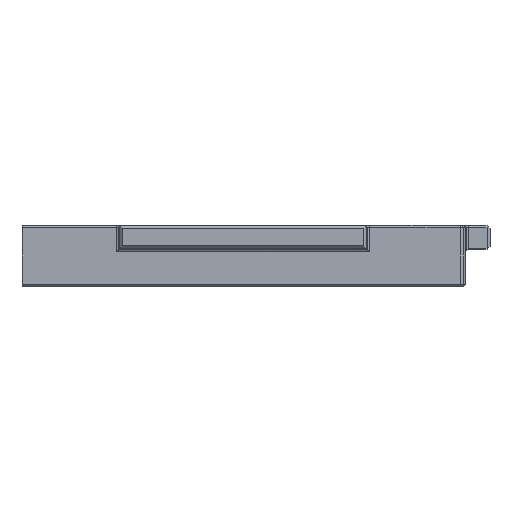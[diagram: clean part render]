
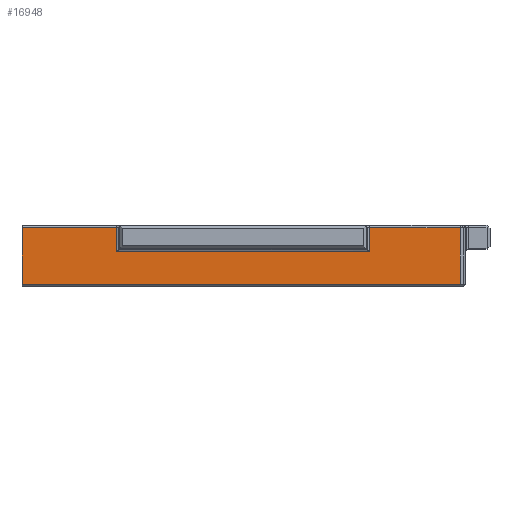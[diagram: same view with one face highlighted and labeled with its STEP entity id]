
A CAD part, top view. The second image highlights one B-rep face of the part: STEP entity #16948.
In plain terms, the highlighted planar face has unit normal (0, 0, 1).
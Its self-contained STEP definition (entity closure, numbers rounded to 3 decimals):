
#668 = EDGE_CURVE ( 'NONE', #2122, #10107, #1061, .T. ) ;
#955 = CARTESIAN_POINT ( 'NONE',  ( 189., 19.5, 59.8 ) ) ;
#1061 = LINE ( 'NONE', #1242, #15070 ) ;
#1222 = CARTESIAN_POINT ( 'NONE',  ( -79.7, 27.6, 59.8 ) ) ;
#1242 = CARTESIAN_POINT ( 'NONE',  ( 189., 27.6, 59.8 ) ) ;
#1579 = EDGE_CURVE ( 'NONE', #11959, #2122, #6081, .T. ) ;
#1597 = DIRECTION ( 'NONE',  ( 0., -1., 0. ) ) ;
#1862 = EDGE_CURVE ( 'NONE', #10107, #2475, #17948, .T. ) ;
#2034 = VERTEX_POINT ( 'NONE', #11926 ) ;
#2063 = EDGE_CURVE ( 'NONE', #2719, #4608, #5030, .T. ) ;
#2122 = VERTEX_POINT ( 'NONE', #955 ) ;
#2394 = CARTESIAN_POINT ( 'NONE',  ( 170.6, 19.5, 59.8 ) ) ;
#2475 = VERTEX_POINT ( 'NONE', #4556 ) ;
#2620 = ORIENTED_EDGE ( 'NONE', *, *, #14507, .F. ) ;
#2719 = VERTEX_POINT ( 'NONE', #4992 ) ;
#3486 = CARTESIAN_POINT ( 'NONE',  ( 180., 14.6, 59.8 ) ) ;
#3662 = ORIENTED_EDGE ( 'NONE', *, *, #11447, .F. ) ;
#3916 = LINE ( 'NONE', #3486, #5999 ) ;
#4057 = CARTESIAN_POINT ( 'NONE',  ( 180., 19.5, 59.8 ) ) ;
#4528 = DIRECTION ( 'NONE',  ( 1., 0., 0. ) ) ;
#4556 = CARTESIAN_POINT ( 'NONE',  ( 100.3, 8., 59.8 ) ) ;
#4608 = VERTEX_POINT ( 'NONE', #11182 ) ;
#4810 = VERTEX_POINT ( 'NONE', #6821 ) ;
#4838 = LINE ( 'NONE', #10368, #15869 ) ;
#4992 = CARTESIAN_POINT ( 'NONE',  ( 119.4, 19.5, 59.8 ) ) ;
#5030 = LINE ( 'NONE', #14543, #11860 ) ;
#5071 = ORIENTED_EDGE ( 'NONE', *, *, #2063, .F. ) ;
#5520 = DIRECTION ( 'NONE',  ( -1., 0., 0. ) ) ;
#5999 = VECTOR ( 'NONE', #14259, 1000. ) ;
#6000 = VECTOR ( 'NONE', #9576, 1000. ) ;
#6047 = CARTESIAN_POINT ( 'NONE',  ( 170.6, 22.6, 59.8 ) ) ;
#6081 = LINE ( 'NONE', #11412, #7842 ) ;
#6482 = ORIENTED_EDGE ( 'NONE', *, *, #1862, .F. ) ;
#6749 = PLANE ( 'NONE',  #16464 ) ;
#6821 = CARTESIAN_POINT ( 'NONE',  ( 170.6, 14.6, 59.8 ) ) ;
#7842 = VECTOR ( 'NONE', #4528, 1000. ) ;
#7857 = ORIENTED_EDGE ( 'NONE', *, *, #668, .F. ) ;
#8038 = DIRECTION ( 'NONE',  ( 0., -1., 0. ) ) ;
#8049 = CARTESIAN_POINT ( 'NONE',  ( 189., 8., 59.8 ) ) ;
#8186 = FACE_OUTER_BOUND ( 'NONE', #16816, .T. ) ;
#9558 = DIRECTION ( 'NONE',  ( 0., 0., 1. ) ) ;
#9576 = DIRECTION ( 'NONE',  ( 1., 0., 0. ) ) ;
#9994 = VECTOR ( 'NONE', #17098, 1000. ) ;
#10010 = ORIENTED_EDGE ( 'NONE', *, *, #15681, .T. ) ;
#10107 = VERTEX_POINT ( 'NONE', #8049 ) ;
#10181 = EDGE_CURVE ( 'NONE', #4810, #11959, #12548, .T. ) ;
#10326 = ORIENTED_EDGE ( 'NONE', *, *, #1579, .F. ) ;
#10368 = CARTESIAN_POINT ( 'NONE',  ( 100.3, 20.325, 59.8 ) ) ;
#11182 = CARTESIAN_POINT ( 'NONE',  ( 119.4, 14.6, 59.8 ) ) ;
#11412 = CARTESIAN_POINT ( 'NONE',  ( 180., 19.5, 59.8 ) ) ;
#11447 = EDGE_CURVE ( 'NONE', #2034, #2719, #16463, .T. ) ;
#11860 = VECTOR ( 'NONE', #1597, 1000. ) ;
#11926 = CARTESIAN_POINT ( 'NONE',  ( 100.3, 19.5, 59.8 ) ) ;
#11959 = VERTEX_POINT ( 'NONE', #2394 ) ;
#12459 = VECTOR ( 'NONE', #5520, 1000. ) ;
#12548 = LINE ( 'NONE', #6047, #9994 ) ;
#14259 = DIRECTION ( 'NONE',  ( 1., 0., 0. ) ) ;
#14507 = EDGE_CURVE ( 'NONE', #4608, #4810, #3916, .T. ) ;
#14543 = CARTESIAN_POINT ( 'NONE',  ( 119.4, 22.6, 59.8 ) ) ;
#14639 = ORIENTED_EDGE ( 'NONE', *, *, #10181, .F. ) ;
#15054 = CARTESIAN_POINT ( 'NONE',  ( 167.525, 8., 59.8 ) ) ;
#15070 = VECTOR ( 'NONE', #8038, 1000. ) ;
#15681 = EDGE_CURVE ( 'NONE', #2034, #2475, #4838, .T. ) ;
#15869 = VECTOR ( 'NONE', #16439, 1000. ) ;
#16439 = DIRECTION ( 'NONE',  ( 0., -1., 0. ) ) ;
#16463 = LINE ( 'NONE', #4057, #6000 ) ;
#16464 = AXIS2_PLACEMENT_3D ( 'NONE', #1222, #9558, #17901 ) ;
#16816 = EDGE_LOOP ( 'NONE', ( #10010, #6482, #7857, #10326, #14639, #2620, #5071, #3662 ) ) ;
#16948 = ADVANCED_FACE ( 'NONE', ( #8186 ), #6749, .T. ) ;
#17098 = DIRECTION ( 'NONE',  ( 0., 1., 0. ) ) ;
#17901 = DIRECTION ( 'NONE',  ( 1., 0., 0. ) ) ;
#17948 = LINE ( 'NONE', #15054, #12459 ) ;
